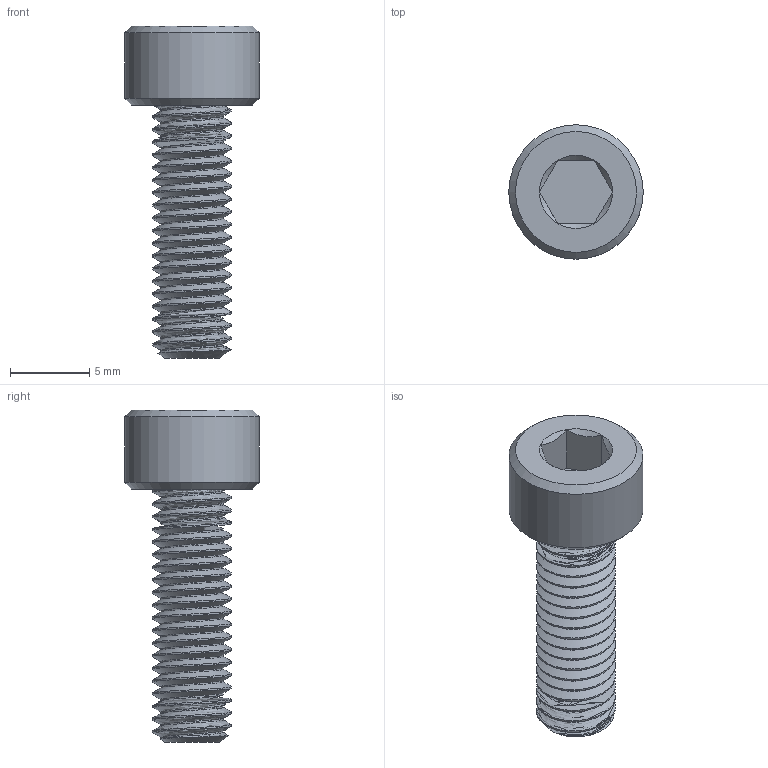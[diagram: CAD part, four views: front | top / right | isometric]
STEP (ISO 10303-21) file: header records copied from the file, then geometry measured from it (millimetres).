
FILE_DESCRIPTION(/* description */ ('','CAx-IF Rec.Pracs.---Representation and Presentation of Product Manufacturing Information (PMI)---4.0---2014-10-13'),/* implementation_level */ '2;1');
FILE_NAME(/* name */ 'OSSM - Actuator_Linear Rail Assembly_Belt Tensioner_Hardware - Belt Tensioner_M5 x 16 Cap Head Screw_step.stp',/* time_stamp */ '2025-01-20T19:50:58-05:00',/* author */ (''),/* organization */ (''),/* preprocessor_version */ 'ST-DEVELOPER v20',/* originating_system */ 'Autodesk Translation Framework v13.20.0.188',/* authorisation */ '');
FILE_SCHEMA (('AP242_MANAGED_MODEL_BASED_3D_ENGINEERING_MIM_LF { 1 0 10303 442 1 1 4 }'));
Length unit declared in the file: millimetre
Products named in the file (1): 91290A232_Alloy Steel Socket Head Screw
Bounding box: 8.5 x 8.5 x 21 mm (x, y, z)
Volume: 489.7 mm3; surface area: 660.1 mm2
Topology: 1 solids, 1 shells, 64 faces, 167 edges, 107 vertices
Faces by surface type: cylinder 43, plane 10, cone 9, bspline 2
Full cylindrical faces by diameter (mm): 3.961 x19, 5 x19, 8.5 x1
Entity records: 5726 total; most frequent: CARTESIAN_POINT 4306, ORIENTED_EDGE 334, DIRECTION 214, EDGE_CURVE 167, VERTEX_POINT 107, B_SPLINE_CURVE_WITH_KNOTS 89, AXIS2_PLACEMENT_3D 79, EDGE_LOOP 66
